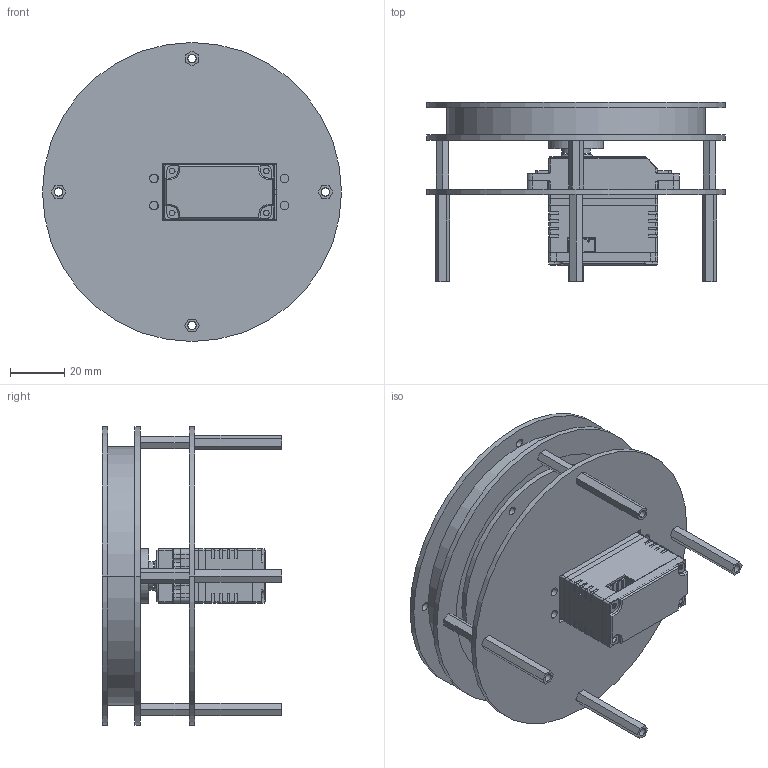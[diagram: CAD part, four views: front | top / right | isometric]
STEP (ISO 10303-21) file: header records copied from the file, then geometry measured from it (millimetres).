
FILE_DESCRIPTION (( 'STEP AP203' ), '1' );
FILE_NAME ('ｻｪﾜｰｾｩ ﾔｲﾅﾌﾔﾆﾌｨ-3D.STEP', '2024-09-19T02:34:35', ( 'Windows ﾓﾃｻｧ' ), ( '' ), 'SwSTEP 2.0', 'SolidWorks 2021', '' );
FILE_SCHEMA (( 'CONFIG_CONTROL_DESIGN' ));
Length unit declared in the file: millimetre
Products named in the file (19): ZHOUCHENGNEIBAN^2自由度云台(2)_2自由度云台; 貌黹儔 25-50kg等粣嗆儂 3D; ZHOUCHENG^2自由度云台(2)_2自由度云台; ____-____.STEP; ____________.step.STEP; TONGZHU18^2自由度云台(2)_2自由度云台; 貌黹儔 25-50kg等粣嗆儂 3D.STEP; ZHOUCHENGWAIBAN^2自由度云台(2)_2自由度云台; ZHOUCHENGXIABAN^2自由度云台(2)_2自由度云台; 等粣嗆儂菜え.stp; ________.STEP; DUOPAN^2自由度云台(2)_2自由度云台; TONGZHU32^2自由度云台(2)_2自由度云台; 貌黹儔 埴攫堁怢-3D; 3pin____.step.STEP; 2自由度云台(2)^2自由度云台; ____________.step-0.STEP; ______.step.STEP; TONGZHU^2自由度云台(2)_2自由度云台
Assembly tree (28 placements, depth 4):
  貌黹儔 埴攫堁怢-3D
    2自由度云台(2)^2自由度云台
      ZHOUCHENG^2自由度云台(2)_2自由度云台
      ZHOUCHENGNEIBAN^2自由度云台(2)_2自由度云台  x2
      DUOPAN^2自由度云台(2)_2自由度云台
      ZHOUCHENGWAIBAN^2自由度云台(2)_2自由度云台  x2
      ZHOUCHENGXIABAN^2自由度云台(2)_2自由度云台
      TONGZHU32^2自由度云台(2)_2自由度云台  x4
      TONGZHU18^2自由度云台(2)_2自由度云台
      TONGZHU^2自由度云台(2)_2自由度云台  x4
    貌黹儔 25-50kg等粣嗆儂 3D
      貌黹儔 25-50kg等粣嗆儂 3D.STEP
        ____________.step.STEP
        ____________.step-0.STEP
        ______.step.STEP
        ____-____.STEP
        ________.STEP
        3pin____.step.STEP  x2
    等粣嗆儂菜え.stp  x2
Bounding box: 110 x 66 x 110 mm (x, y, z)
Volume: 97904.6 mm3; surface area: 87095.1 mm2
Topology: 31 solids, 31 shells, 849 faces, 2297 edges, 1518 vertices
Faces by surface type: plane 477, cylinder 324, cone 37, torus 9, bspline 2
Entity records: 25598 total; most frequent: CARTESIAN_POINT 4940, ORIENTED_EDGE 3880, DIRECTION 3802, EDGE_CURVE 1940, AXIS2_PLACEMENT_3D 1287, VERTEX_POINT 1280, LINE 1228, VECTOR 1228
